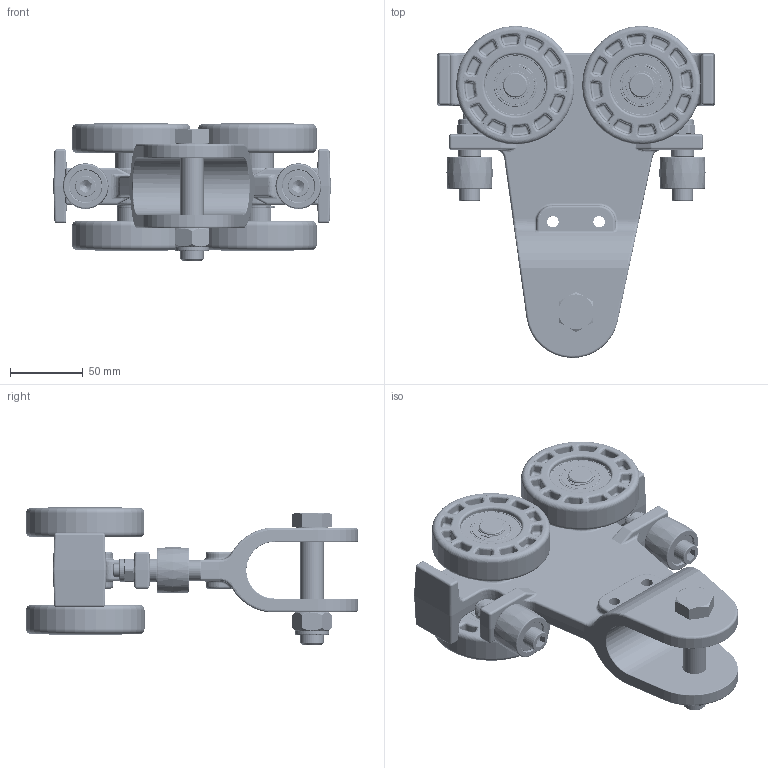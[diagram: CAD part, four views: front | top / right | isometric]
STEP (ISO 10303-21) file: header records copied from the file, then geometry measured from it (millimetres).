
FILE_DESCRIPTION((''),'2;1');
FILE_NAME('20052 ETA-8 SADDLE LOAD TROLLEY.stp','2012-03-06T13:44:41',('jholman'),(''),'Autodesk Inventor 2011','Autodesk Inventor 2011','');
FILE_SCHEMA(('AUTOMOTIVE_DESIGN { 1 0 10303 214 1 1 1 1 }'));
Length unit declared in the file: inch
Products named in the file (17): 20052; 59470M; 3D1191G4A; Hex Cap Screw - Metric M16 x 80; 3D11JDF4B; 3D11I6B4A; 3D11H6B4A; 32045; 3D11HDF4B; 3D11IDF4A; 70012; 3D11KDF4A; 3D11MDF4A; 3D11LDF4A; 3D11NDF4A; Unbrako UNC Hex Socket Cap - Inch 3/8 x 2; M10x1.5 NYLON NUT
Assembly tree (28 placements, depth 3):
  20052
    59470M
    3D1191G4A
    Hex Cap Screw - Metric M16 x 80
    3D11JDF4B  x2
    3D11I6B4A  x2
    3D11H6B4A  x4
    32045  x4
      3D11HDF4B
      3D11IDF4A
    70012  x2
      3D11KDF4A
      3D11MDF4A
      3D11LDF4A
      3D11NDF4A
    Unbrako UNC Hex Socket Cap - Inch 3/8 x 2  x2
    M10x1.5 NYLON NUT  x2
Bounding box: 190.5 x 227.74 x 94.1 mm (x, y, z)
Volume: 820457.1 mm3; surface area: 231157.9 mm2
Topology: 31 solids, 33 shells, 4422 faces, 10172 edges, 5632 vertices
Faces by surface type: plane 1156, bspline 1097, torus 753, cylinder 687, sphere 420, cone 309
Full cylindrical faces by diameter (mm): 1.016 x8, 1.321 x4, 7.938 x2, 9.525 x8, 9.754 x2, 10 x4, 10.5 x2, 12.7 x4, 13.386 x1, 13.843 x1, 13.888 x2, 14.3 x2, 15.68 x2, 15.875 x2, 15.977 x4, 16 x1, 16.5 x2, 16.954 x8, 16.993 x4, 17.374 x1, 17.78 x2, 17.882 x2, 19.05 x10, 22.098 x4, 22.174 x4, 22.225 x6, 22.49 x1, 23.114 x1, 26.594 x8, 26.797 x8
Entity records: 53749 total; most frequent: CARTESIAN_POINT 19620, ORIENTED_EDGE 6920, DIRECTION 6765, EDGE_CURVE 3460, AXIS2_PLACEMENT_3D 2904, VERTEX_POINT 2045, EDGE_LOOP 1827, FACE_OUTER_BOUND 1602
